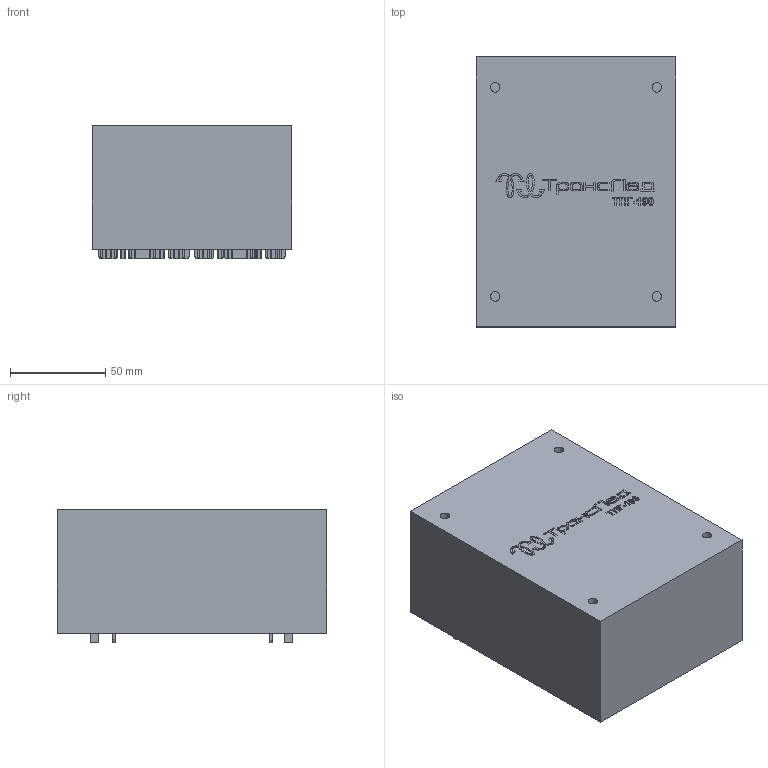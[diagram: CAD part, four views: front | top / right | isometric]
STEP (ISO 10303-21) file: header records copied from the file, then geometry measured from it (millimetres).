
FILE_DESCRIPTION(/* description */ (''),/* implementation_level */ '2;1');
FILE_NAME(/* name */ 'TPG-190.step',/* time_stamp */ '2022-11-06T15:25:18+03:00',/* author */ (''),/* organization */ (''),/* preprocessor_version */ 'ST-DEVELOPER v19.2',/* originating_system */ 'Autodesk Translation Framework v11.17.0.187',/* authorisation */ '');
FILE_SCHEMA (('AUTOMOTIVE_DESIGN { 1 0 10303 214 3 1 1 }'));
Length unit declared in the file: millimetre
Products named in the file (1): TPG-190
Bounding box: 105 x 142 x 70.2 mm (x, y, z)
Volume: 963339.3 mm3; surface area: 66929.3 mm2
Topology: 63 solids, 63 shells, 768 faces, 1911 edges, 1274 vertices
Faces by surface type: plane 510, bspline 208, cylinder 50
Full cylindrical faces by diameter (mm): 5 x4
Entity records: 23409 total; most frequent: CARTESIAN_POINT 6802, ORIENTED_EDGE 3822, DIRECTION 2737, EDGE_CURVE 1911, LINE 1395, VECTOR 1395, VERTEX_POINT 1274, EDGE_LOOP 787
